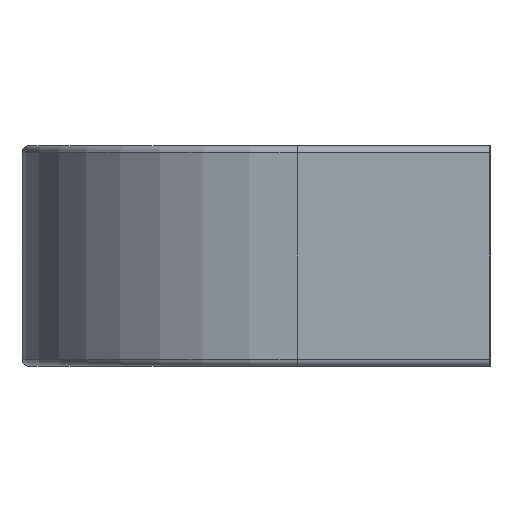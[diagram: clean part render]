
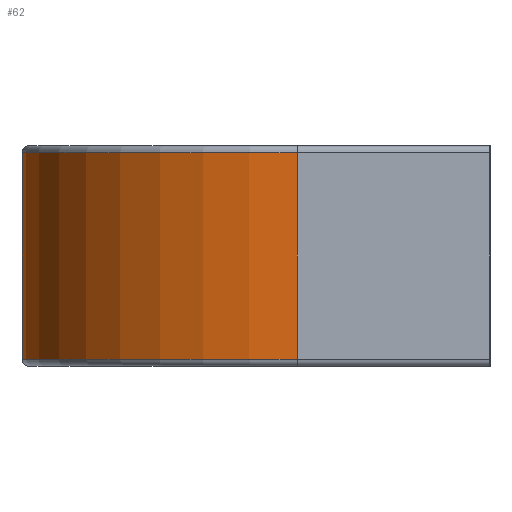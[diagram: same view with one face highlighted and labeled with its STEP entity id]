
A CAD part, left-side view. The second image highlights one B-rep face of the part: STEP entity #62.
In plain terms, the highlighted cylindrical face has radius 20 mm (diameter 40 mm), a partial arc.
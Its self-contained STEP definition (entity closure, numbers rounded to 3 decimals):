
#11 = DIRECTION ( 'NONE',  ( 0., 0., -1. ) ) ;
#62 = ADVANCED_FACE ( 'NONE', ( #109 ), #673, .T. ) ;
#109 = FACE_OUTER_BOUND ( 'NONE', #554, .T. ) ;
#140 = DIRECTION ( 'NONE',  ( 0., 0., 1. ) ) ;
#183 = CARTESIAN_POINT ( 'NONE',  ( -52., 14., 8. ) ) ;
#234 = EDGE_CURVE ( 'NONE', #1290, #776, #1241, .T. ) ;
#239 = CARTESIAN_POINT ( 'NONE',  ( -52., 14., -7.5 ) ) ;
#251 = ORIENTED_EDGE ( 'NONE', *, *, #896, .T. ) ;
#286 = DIRECTION ( 'NONE',  ( 0., 0., -1. ) ) ;
#300 = EDGE_CURVE ( 'NONE', #1171, #378, #697, .T. ) ;
#314 = AXIS2_PLACEMENT_3D ( 'NONE', #1167, #286, #582 ) ;
#367 = CARTESIAN_POINT ( 'NONE',  ( -72., 14., 8. ) ) ;
#378 = VERTEX_POINT ( 'NONE', #794 ) ;
#399 = DIRECTION ( 'NONE',  ( -1., 0., 0. ) ) ;
#424 = DIRECTION ( 'NONE',  ( 1., 0., 0. ) ) ;
#502 = CARTESIAN_POINT ( 'NONE',  ( -52., 34., 8. ) ) ;
#554 = EDGE_LOOP ( 'NONE', ( #837, #251, #732, #1228 ) ) ;
#582 = DIRECTION ( 'NONE',  ( 1., 0., 0. ) ) ;
#636 = VECTOR ( 'NONE', #743, 1000. ) ;
#654 = EDGE_CURVE ( 'NONE', #378, #776, #758, .T. ) ;
#673 = CYLINDRICAL_SURFACE ( 'NONE', #1076, 20. ) ;
#697 = LINE ( 'NONE', #502, #1264 ) ;
#727 = CARTESIAN_POINT ( 'NONE',  ( -72., 14., -7.5 ) ) ;
#732 = ORIENTED_EDGE ( 'NONE', *, *, #300, .T. ) ;
#743 = DIRECTION ( 'NONE',  ( 0., 0., -1. ) ) ;
#758 = CIRCLE ( 'NONE', #924, 20. ) ;
#776 = VERTEX_POINT ( 'NONE', #727 ) ;
#794 = CARTESIAN_POINT ( 'NONE',  ( -52., 34., -7.5 ) ) ;
#837 = ORIENTED_EDGE ( 'NONE', *, *, #234, .F. ) ;
#869 = CIRCLE ( 'NONE', #314, 20. ) ;
#896 = EDGE_CURVE ( 'NONE', #1290, #1171, #869, .T. ) ;
#899 = CARTESIAN_POINT ( 'NONE',  ( -72., 14., 7.5 ) ) ;
#924 = AXIS2_PLACEMENT_3D ( 'NONE', #239, #140, #424 ) ;
#991 = DIRECTION ( 'NONE',  ( 0., 0., -1. ) ) ;
#1007 = CARTESIAN_POINT ( 'NONE',  ( -52., 34., 7.5 ) ) ;
#1076 = AXIS2_PLACEMENT_3D ( 'NONE', #183, #11, #399 ) ;
#1167 = CARTESIAN_POINT ( 'NONE',  ( -52., 14., 7.5 ) ) ;
#1171 = VERTEX_POINT ( 'NONE', #1007 ) ;
#1228 = ORIENTED_EDGE ( 'NONE', *, *, #654, .T. ) ;
#1241 = LINE ( 'NONE', #367, #636 ) ;
#1264 = VECTOR ( 'NONE', #991, 1000. ) ;
#1290 = VERTEX_POINT ( 'NONE', #899 ) ;
